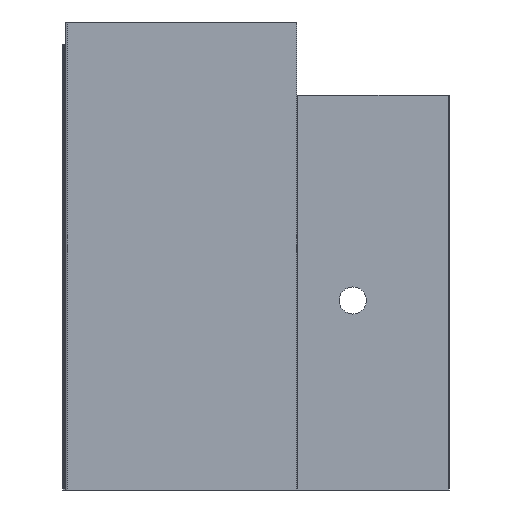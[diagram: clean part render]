
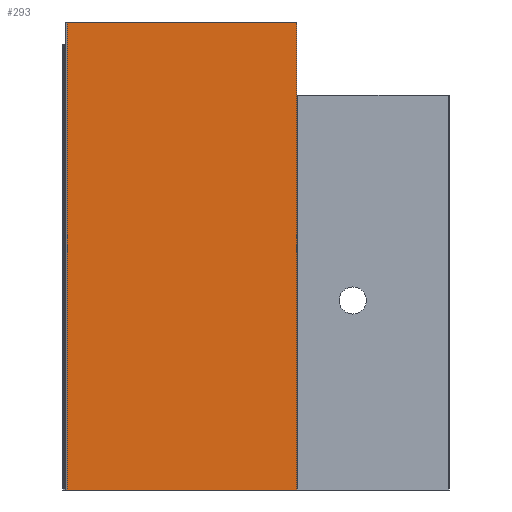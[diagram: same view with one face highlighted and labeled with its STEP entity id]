
A CAD part, left-side view. The second image highlights one B-rep face of the part: STEP entity #293.
In plain terms, the highlighted planar face has unit normal (-1, 0, 0).
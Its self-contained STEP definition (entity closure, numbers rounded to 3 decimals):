
#4 = LINE ( 'NONE', #1944, #1012 ) ;
#13 = VECTOR ( 'NONE', #1405, 1000. ) ;
#44 = LINE ( 'NONE', #628, #747 ) ;
#142 = ORIENTED_EDGE ( 'NONE', *, *, #335, .T. ) ;
#224 = VERTEX_POINT ( 'NONE', #1514 ) ;
#252 = ORIENTED_EDGE ( 'NONE', *, *, #317, .T. ) ;
#293 = ADVANCED_FACE ( 'NONE', ( #1920 ), #1715, .T. ) ;
#317 = EDGE_CURVE ( 'NONE', #1670, #1160, #4, .T. ) ;
#335 = EDGE_CURVE ( 'NONE', #1324, #1670, #2166, .T. ) ;
#391 = LINE ( 'NONE', #1126, #1812 ) ;
#488 = EDGE_CURVE ( 'NONE', #1324, #224, #391, .T. ) ;
#628 = CARTESIAN_POINT ( 'NONE',  ( 0., 0., 242. ) ) ;
#747 = VECTOR ( 'NONE', #1542, 1000. ) ;
#789 = CARTESIAN_POINT ( 'NONE',  ( 0., 0., 242. ) ) ;
#937 = CARTESIAN_POINT ( 'NONE',  ( 0., 0., 0. ) ) ;
#980 = ORIENTED_EDGE ( 'NONE', *, *, #1651, .F. ) ;
#992 = EDGE_LOOP ( 'NONE', ( #252, #980, #1826, #142 ) ) ;
#1012 = VECTOR ( 'NONE', #1742, 1000. ) ;
#1126 = CARTESIAN_POINT ( 'NONE',  ( 0., 118.56, 0. ) ) ;
#1160 = VERTEX_POINT ( 'NONE', #789 ) ;
#1208 = CARTESIAN_POINT ( 'NONE',  ( 0., 0., 0. ) ) ;
#1324 = VERTEX_POINT ( 'NONE', #2025 ) ;
#1350 = DIRECTION ( 'NONE',  ( 0., 0., 1. ) ) ;
#1405 = DIRECTION ( 'NONE',  ( 0., -1., 0. ) ) ;
#1514 = CARTESIAN_POINT ( 'NONE',  ( 0., 118.56, 242. ) ) ;
#1542 = DIRECTION ( 'NONE',  ( 0., -1., 0. ) ) ;
#1651 = EDGE_CURVE ( 'NONE', #224, #1160, #44, .T. ) ;
#1670 = VERTEX_POINT ( 'NONE', #2127 ) ;
#1715 = PLANE ( 'NONE',  #2022 ) ;
#1742 = DIRECTION ( 'NONE',  ( 0., 0., 1. ) ) ;
#1812 = VECTOR ( 'NONE', #1919, 1000. ) ;
#1826 = ORIENTED_EDGE ( 'NONE', *, *, #488, .F. ) ;
#1919 = DIRECTION ( 'NONE',  ( 0., 0., 1. ) ) ;
#1920 = FACE_OUTER_BOUND ( 'NONE', #992, .T. ) ;
#1944 = CARTESIAN_POINT ( 'NONE',  ( 0., 0., 0. ) ) ;
#2022 = AXIS2_PLACEMENT_3D ( 'NONE', #937, #2280, #1350 ) ;
#2025 = CARTESIAN_POINT ( 'NONE',  ( 0., 118.56, 0. ) ) ;
#2127 = CARTESIAN_POINT ( 'NONE',  ( 0., 0., 0. ) ) ;
#2166 = LINE ( 'NONE', #1208, #13 ) ;
#2280 = DIRECTION ( 'NONE',  ( -1., 0., 0. ) ) ;
